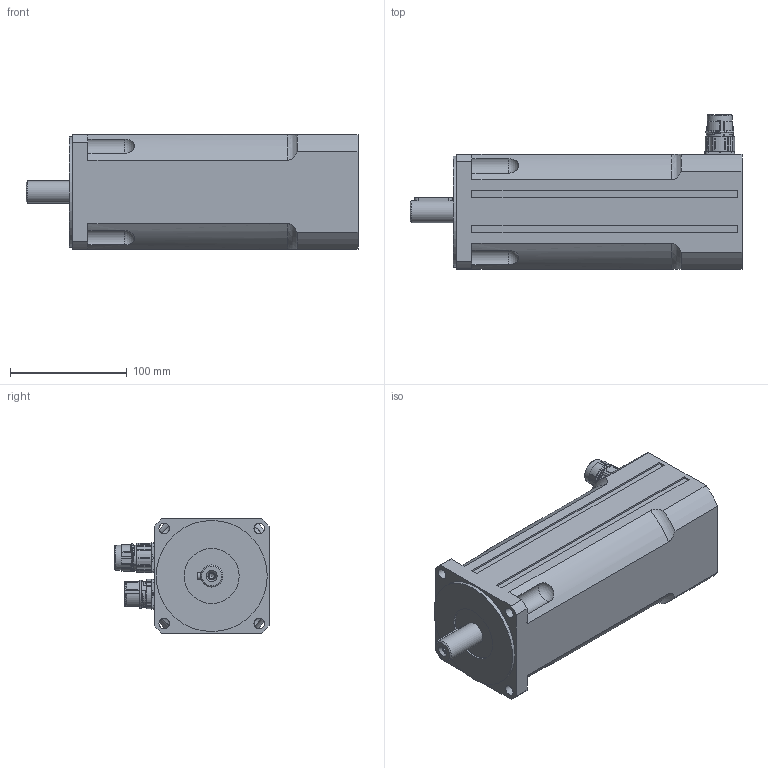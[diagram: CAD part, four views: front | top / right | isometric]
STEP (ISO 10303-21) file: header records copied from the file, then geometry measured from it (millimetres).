
FILE_DESCRIPTION((''),'2;1');
FILE_NAME('N4083 00 BP Z_1130.stp','2012-05-04T09:31:20',('oslejsek'),(''),'Autodesk Inventor 2012','Autodesk Inventor 2012','');
FILE_SCHEMA(('AUTOMOTIVE_DESIGN { 1 0 10303 214 1 1 1 1 }'));
Length unit declared in the file: millimetre
Products named in the file (5): N4083 00 BP Z_1130; N4083 00 BP_1130; RES_110609; MOT_114773; DIN 6885 A A 6 x 6 x 32
Assembly tree (4 placements, depth 2):
  N4083 00 BP Z_1130
    N4083 00 BP_1130
    RES_110609
    MOT_114773
    DIN 6885 A A 6 x 6 x 32
Bounding box: 284 x 131.75 x 98 mm (x, y, z)
Volume: 2199259.2 mm3; surface area: 127416.9 mm2
Topology: 4 solids, 4 shells, 1617 faces, 4033 edges, 2492 vertices
Faces by surface type: cylinder 510, plane 436, bspline 315, torus 216, cone 83, sphere 57
Full cylindrical faces by diameter (mm): 1 x16, 1.18 x4, 1.3 x4, 1.75 x1, 1.945 x1, 2 x4, 2.013 x8, 2.15 x4, 2.7 x20, 2.8 x4, 3 x4, 4.917 x1, 5.8 x1, 6.4 x1, 9 x4, 17.4 x1, 17.5 x1, 17.7 x1, 19 x1, 19.8 x1, 20 x2, 21.15 x1, 21.5 x1, 21.6 x1, 22.643 x2, 47 x1, 95 x1
Entity records: 73831 total; most frequent: CARTESIAN_POINT 37837, ORIENTED_EDGE 7482, DIRECTION 7227, EDGE_CURVE 3741, AXIS2_PLACEMENT_3D 2975, VERTEX_POINT 2400, EDGE_LOOP 1933, CIRCLE 1644
